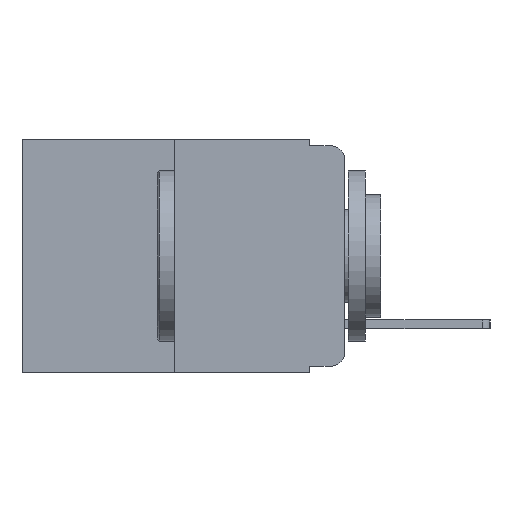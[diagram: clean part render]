
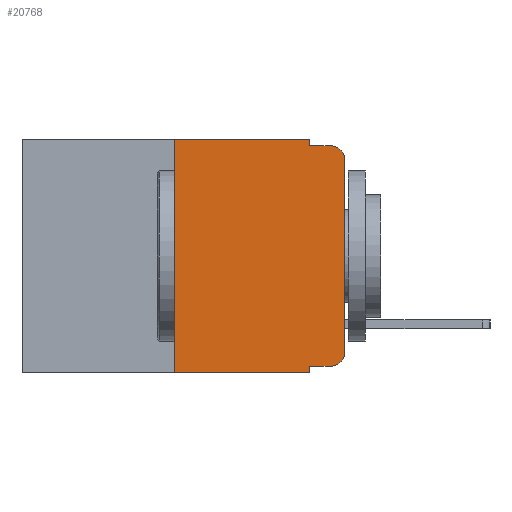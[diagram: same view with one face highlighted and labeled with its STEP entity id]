
A CAD part, left-side view. The second image highlights one B-rep face of the part: STEP entity #20768.
In plain terms, the highlighted planar face has unit normal (-1, 0, 0).
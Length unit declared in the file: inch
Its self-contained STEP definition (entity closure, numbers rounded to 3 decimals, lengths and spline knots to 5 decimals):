
#48 = VECTOR ( 'NONE', #20741, 39.37008 ) ;
#108 = CARTESIAN_POINT ( 'NONE',  ( 0., 0.02, -0.333 ) ) ;
#120 = ORIENTED_EDGE ( 'NONE', *, *, #9587, .F. ) ;
#596 = ORIENTED_EDGE ( 'NONE', *, *, #8422, .T. ) ;
#665 = CARTESIAN_POINT ( 'NONE',  ( 0., 0.051, -0.333 ) ) ;
#961 = CARTESIAN_POINT ( 'NONE',  ( 0., 0.051, 0. ) ) ;
#1075 = ORIENTED_EDGE ( 'NONE', *, *, #11860, .F. ) ;
#1304 = DIRECTION ( 'NONE',  ( 0., 0., -1. ) ) ;
#1454 = CIRCLE ( 'NONE', #9182, 0.02 ) ;
#2181 = CARTESIAN_POINT ( 'NONE',  ( 0., 0.473, -0.343 ) ) ;
#2468 = LINE ( 'NONE', #961, #19949 ) ;
#2740 = DIRECTION ( 'NONE',  ( 0., 0., 1. ) ) ;
#2951 = ORIENTED_EDGE ( 'NONE', *, *, #14071, .F. ) ;
#3245 = LINE ( 'NONE', #2181, #48 ) ;
#3639 = CARTESIAN_POINT ( 'NONE',  ( 0., 0., -0.313 ) ) ;
#4264 = VECTOR ( 'NONE', #21965, 39.37008 ) ;
#4357 = LINE ( 'NONE', #6111, #17338 ) ;
#4723 = CARTESIAN_POINT ( 'NONE',  ( 0., 0.02, -0.313 ) ) ;
#5016 = LINE ( 'NONE', #18647, #14085 ) ;
#5579 = CARTESIAN_POINT ( 'NONE',  ( 0., 0.051, 0. ) ) ;
#5880 = CARTESIAN_POINT ( 'NONE',  ( 0., 0.051, -0.343 ) ) ;
#6046 = FACE_OUTER_BOUND ( 'NONE', #7748, .T. ) ;
#6111 = CARTESIAN_POINT ( 'NONE',  ( 0., 0.051, 0. ) ) ;
#6327 = PLANE ( 'NONE',  #18601 ) ;
#6404 = ORIENTED_EDGE ( 'NONE', *, *, #16577, .T. ) ;
#6438 = LINE ( 'NONE', #15940, #10479 ) ;
#6469 = DIRECTION ( 'NONE',  ( 0., 0., -1. ) ) ;
#7232 = EDGE_CURVE ( 'NONE', #19430, #7498, #15437, .T. ) ;
#7498 = VERTEX_POINT ( 'NONE', #3639 ) ;
#7553 = DIRECTION ( 'NONE',  ( 0., 0., 1. ) ) ;
#7577 = CARTESIAN_POINT ( 'NONE',  ( 0., 0.02, -0.01 ) ) ;
#7667 = VERTEX_POINT ( 'NONE', #7577 ) ;
#7748 = EDGE_LOOP ( 'NONE', ( #12555, #13104, #9470, #2951, #8262, #1075, #6404, #120, #596, #10905 ) ) ;
#8076 = DIRECTION ( 'NONE',  ( 1., 0., 0. ) ) ;
#8262 = ORIENTED_EDGE ( 'NONE', *, *, #16739, .F. ) ;
#8422 = EDGE_CURVE ( 'NONE', #15237, #19430, #5016, .T. ) ;
#8582 = VERTEX_POINT ( 'NONE', #5579 ) ;
#8897 = LINE ( 'NONE', #10370, #4264 ) ;
#9182 = AXIS2_PLACEMENT_3D ( 'NONE', #21654, #11742, #1304 ) ;
#9470 = ORIENTED_EDGE ( 'NONE', *, *, #17382, .F. ) ;
#9587 = EDGE_CURVE ( 'NONE', #15237, #12496, #4357, .T. ) ;
#10370 = CARTESIAN_POINT ( 'NONE',  ( 0., 0.051, -0.01 ) ) ;
#10479 = VECTOR ( 'NONE', #7553, 39.37008 ) ;
#10604 = AXIS2_PLACEMENT_3D ( 'NONE', #4723, #16585, #6469 ) ;
#10905 = ORIENTED_EDGE ( 'NONE', *, *, #7232, .T. ) ;
#11682 = CARTESIAN_POINT ( 'NONE',  ( 0., 0., -0.03 ) ) ;
#11742 = DIRECTION ( 'NONE',  ( -1., 0., 0. ) ) ;
#11860 = EDGE_CURVE ( 'NONE', #16144, #17153, #6438, .T. ) ;
#12468 = CARTESIAN_POINT ( 'NONE',  ( 0., 0.051, -0.01 ) ) ;
#12496 = VERTEX_POINT ( 'NONE', #5880 ) ;
#12555 = ORIENTED_EDGE ( 'NONE', *, *, #19632, .T. ) ;
#12661 = VECTOR ( 'NONE', #21179, 39.37008 ) ;
#13013 = CARTESIAN_POINT ( 'NONE',  ( 0., 0., 0. ) ) ;
#13104 = ORIENTED_EDGE ( 'NONE', *, *, #18532, .T. ) ;
#13162 = LINE ( 'NONE', #19505, #12661 ) ;
#14071 = EDGE_CURVE ( 'NONE', #8582, #21140, #2468, .T. ) ;
#14085 = VECTOR ( 'NONE', #20298, 39.37008 ) ;
#14808 = DIRECTION ( 'NONE',  ( 0., 0., -1. ) ) ;
#15237 = VERTEX_POINT ( 'NONE', #665 ) ;
#15437 = CIRCLE ( 'NONE', #10604, 0.02 ) ;
#15940 = CARTESIAN_POINT ( 'NONE',  ( 0., 0.25, 0. ) ) ;
#16144 = VERTEX_POINT ( 'NONE', #21053 ) ;
#16577 = EDGE_CURVE ( 'NONE', #16144, #12496, #3245, .T. ) ;
#16585 = DIRECTION ( 'NONE',  ( -1., 0., 0. ) ) ;
#16739 = EDGE_CURVE ( 'NONE', #17153, #8582, #13162, .T. ) ;
#16932 = LINE ( 'NONE', #13013, #20828 ) ;
#16949 = VERTEX_POINT ( 'NONE', #11682 ) ;
#17153 = VERTEX_POINT ( 'NONE', #21351 ) ;
#17338 = VECTOR ( 'NONE', #17906, 39.37008 ) ;
#17382 = EDGE_CURVE ( 'NONE', #21140, #7667, #8897, .T. ) ;
#17906 = DIRECTION ( 'NONE',  ( 0., 0., -1. ) ) ;
#18111 = CARTESIAN_POINT ( 'NONE',  ( 0., 0.473, 0. ) ) ;
#18532 = EDGE_CURVE ( 'NONE', #16949, #7667, #1454, .T. ) ;
#18601 = AXIS2_PLACEMENT_3D ( 'NONE', #18111, #8076, #19795 ) ;
#18647 = CARTESIAN_POINT ( 'NONE',  ( 0., 0.051, -0.333 ) ) ;
#19430 = VERTEX_POINT ( 'NONE', #108 ) ;
#19505 = CARTESIAN_POINT ( 'NONE',  ( 0., 0.473, 0. ) ) ;
#19632 = EDGE_CURVE ( 'NONE', #7498, #16949, #16932, .T. ) ;
#19795 = DIRECTION ( 'NONE',  ( 0., 0., -1. ) ) ;
#19949 = VECTOR ( 'NONE', #14808, 39.37008 ) ;
#20298 = DIRECTION ( 'NONE',  ( 0., -1., 0. ) ) ;
#20741 = DIRECTION ( 'NONE',  ( 0., -1., 0. ) ) ;
#20768 = ADVANCED_FACE ( 'NONE', ( #6046 ), #6327, .F. ) ;
#20828 = VECTOR ( 'NONE', #2740, 39.37008 ) ;
#21053 = CARTESIAN_POINT ( 'NONE',  ( 0., 0.25, -0.343 ) ) ;
#21140 = VERTEX_POINT ( 'NONE', #12468 ) ;
#21179 = DIRECTION ( 'NONE',  ( 0., -1., 0. ) ) ;
#21351 = CARTESIAN_POINT ( 'NONE',  ( 0., 0.25, 0. ) ) ;
#21654 = CARTESIAN_POINT ( 'NONE',  ( 0., 0.02, -0.03 ) ) ;
#21965 = DIRECTION ( 'NONE',  ( 0., -1., 0. ) ) ;
